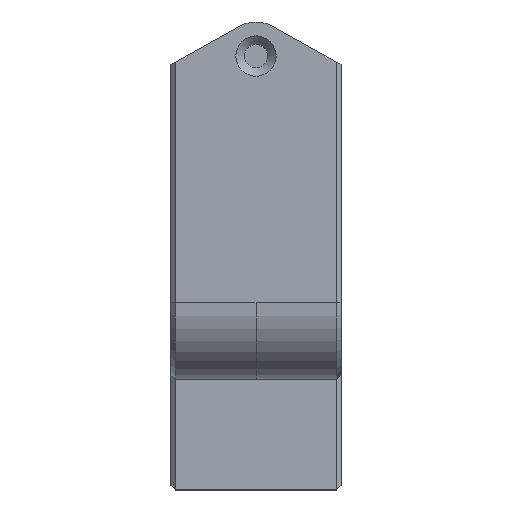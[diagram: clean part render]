
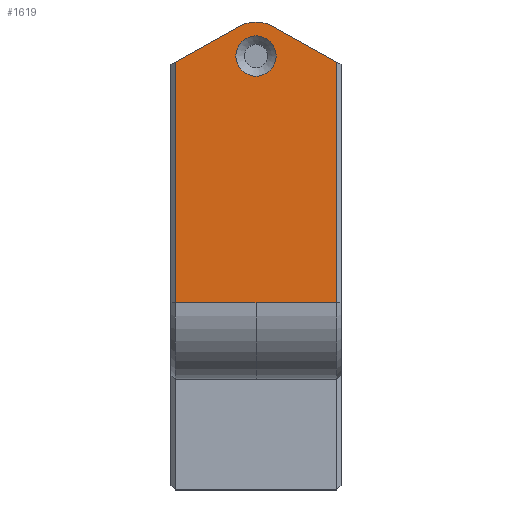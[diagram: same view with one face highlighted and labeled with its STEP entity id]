
A CAD part, top view. The second image highlights one B-rep face of the part: STEP entity #1619.
In plain terms, the highlighted planar face has unit normal (0, 0, 1).
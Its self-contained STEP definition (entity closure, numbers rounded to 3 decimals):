
#72 = PLANE('',#73);
#73 = AXIS2_PLACEMENT_3D('',#74,#75,#76);
#74 = CARTESIAN_POINT('',(-1.949,58.993,18.));
#75 = DIRECTION('',(-0.487,0.873,0.));
#76 = DIRECTION('',(-0.873,-0.487,0.));
#100 = PLANE('',#101);
#101 = AXIS2_PLACEMENT_3D('',#102,#103,#104);
#102 = CARTESIAN_POINT('',(-9.75,26.5,17.75));
#103 = DIRECTION('',(-0.707,0.,0.707));
#104 = DIRECTION('',(-0.,-1.,-0.));
#613 = VERTEX_POINT('',#614);
#614 = CARTESIAN_POINT('',(-9.5,54.779,18.));
#635 = EDGE_CURVE('',#636,#613,#638,.T.);
#636 = VERTEX_POINT('',#637);
#637 = CARTESIAN_POINT('',(-1.949,58.993,18.));
#638 = SURFACE_CURVE('',#639,(#643,#650),.PCURVE_S1.);
#639 = LINE('',#640,#641);
#640 = CARTESIAN_POINT('',(-1.949,58.993,18.));
#641 = VECTOR('',#642,1.);
#642 = DIRECTION('',(-0.873,-0.487,0.));
#643 = PCURVE('',#72,#644);
#644 = DEFINITIONAL_REPRESENTATION('',(#645),#649);
#645 = LINE('',#646,#647);
#646 = CARTESIAN_POINT('',(0.,0.));
#647 = VECTOR('',#648,1.);
#648 = DIRECTION('',(1.,0.));
#649 = ( GEOMETRIC_REPRESENTATION_CONTEXT(2) 
PARAMETRIC_REPRESENTATION_CONTEXT() REPRESENTATION_CONTEXT('2D SPACE',''
  ) );
#650 = PCURVE('',#651,#656);
#651 = PLANE('',#652);
#652 = AXIS2_PLACEMENT_3D('',#653,#654,#655);
#653 = CARTESIAN_POINT('',(-10.,26.5,18.));
#654 = DIRECTION('',(0.,0.,-1.));
#655 = DIRECTION('',(-1.,0.,0.));
#656 = DEFINITIONAL_REPRESENTATION('',(#657),#661);
#657 = LINE('',#658,#659);
#658 = CARTESIAN_POINT('',(-8.051,32.493));
#659 = VECTOR('',#660,1.);
#660 = DIRECTION('',(0.873,-0.487));
#661 = ( GEOMETRIC_REPRESENTATION_CONTEXT(2) 
PARAMETRIC_REPRESENTATION_CONTEXT() REPRESENTATION_CONTEXT('2D SPACE',''
  ) );
#679 = CYLINDRICAL_SURFACE('',#680,4.);
#680 = AXIS2_PLACEMENT_3D('',#681,#682,#683);
#681 = CARTESIAN_POINT('',(0.,55.5,18.));
#682 = DIRECTION('',(0.,0.,1.));
#683 = DIRECTION('',(1.,0.,0.));
#770 = VERTEX_POINT('',#771);
#771 = CARTESIAN_POINT('',(-9.5,26.5,18.));
#792 = EDGE_CURVE('',#770,#613,#793,.T.);
#793 = SURFACE_CURVE('',#794,(#798,#805),.PCURVE_S1.);
#794 = LINE('',#795,#796);
#795 = CARTESIAN_POINT('',(-9.5,26.5,18.));
#796 = VECTOR('',#797,1.);
#797 = DIRECTION('',(0.,1.,0.));
#798 = PCURVE('',#100,#799);
#799 = DEFINITIONAL_REPRESENTATION('',(#800),#804);
#800 = LINE('',#801,#802);
#801 = CARTESIAN_POINT('',(-0.,0.354));
#802 = VECTOR('',#803,1.);
#803 = DIRECTION('',(-1.,0.));
#804 = ( GEOMETRIC_REPRESENTATION_CONTEXT(2) 
PARAMETRIC_REPRESENTATION_CONTEXT() REPRESENTATION_CONTEXT('2D SPACE',''
  ) );
#805 = PCURVE('',#651,#806);
#806 = DEFINITIONAL_REPRESENTATION('',(#807),#811);
#807 = LINE('',#808,#809);
#808 = CARTESIAN_POINT('',(-0.5,0.));
#809 = VECTOR('',#810,1.);
#810 = DIRECTION('',(0.,1.));
#811 = ( GEOMETRIC_REPRESENTATION_CONTEXT(2) 
PARAMETRIC_REPRESENTATION_CONTEXT() REPRESENTATION_CONTEXT('2D SPACE',''
  ) );
#906 = CYLINDRICAL_SURFACE('',#907,9.);
#907 = AXIS2_PLACEMENT_3D('',#908,#909,#910);
#908 = CARTESIAN_POINT('',(-10.,26.5,9.));
#909 = DIRECTION('',(1.,0.,0.));
#910 = DIRECTION('',(0.,0.,1.));
#1556 = PLANE('',#1557);
#1557 = AXIS2_PLACEMENT_3D('',#1558,#1559,#1560);
#1558 = CARTESIAN_POINT('',(10.,54.5,18.));
#1559 = DIRECTION('',(0.487,0.873,0.));
#1560 = DIRECTION('',(-0.873,0.487,0.));
#1619 = ADVANCED_FACE('',(#1620,#1752),#651,.F.);
#1620 = FACE_BOUND('',#1621,.F.);
#1621 = EDGE_LOOP('',(#1622,#1645,#1646,#1647,#1675,#1698,#1726));
#1622 = ORIENTED_EDGE('',*,*,#1623,.F.);
#1623 = EDGE_CURVE('',#770,#1624,#1626,.T.);
#1624 = VERTEX_POINT('',#1625);
#1625 = CARTESIAN_POINT('',(0.,26.5,18.));
#1626 = SURFACE_CURVE('',#1627,(#1631,#1638),.PCURVE_S1.);
#1627 = LINE('',#1628,#1629);
#1628 = CARTESIAN_POINT('',(-10.,26.5,18.));
#1629 = VECTOR('',#1630,1.);
#1630 = DIRECTION('',(1.,0.,0.));
#1631 = PCURVE('',#651,#1632);
#1632 = DEFINITIONAL_REPRESENTATION('',(#1633),#1637);
#1633 = LINE('',#1634,#1635);
#1634 = CARTESIAN_POINT('',(0.,0.));
#1635 = VECTOR('',#1636,1.);
#1636 = DIRECTION('',(-1.,0.));
#1637 = ( GEOMETRIC_REPRESENTATION_CONTEXT(2) 
PARAMETRIC_REPRESENTATION_CONTEXT() REPRESENTATION_CONTEXT('2D SPACE',''
  ) );
#1638 = PCURVE('',#906,#1639);
#1639 = DEFINITIONAL_REPRESENTATION('',(#1640),#1644);
#1640 = LINE('',#1641,#1642);
#1641 = CARTESIAN_POINT('',(0.,0.));
#1642 = VECTOR('',#1643,1.);
#1643 = DIRECTION('',(0.,1.));
#1644 = ( GEOMETRIC_REPRESENTATION_CONTEXT(2) 
PARAMETRIC_REPRESENTATION_CONTEXT() REPRESENTATION_CONTEXT('2D SPACE',''
  ) );
#1645 = ORIENTED_EDGE('',*,*,#792,.T.);
#1646 = ORIENTED_EDGE('',*,*,#635,.F.);
#1647 = ORIENTED_EDGE('',*,*,#1648,.F.);
#1648 = EDGE_CURVE('',#1649,#636,#1651,.T.);
#1649 = VERTEX_POINT('',#1650);
#1650 = CARTESIAN_POINT('',(1.949,58.993,18.));
#1651 = SURFACE_CURVE('',#1652,(#1657,#1668),.PCURVE_S1.);
#1652 = CIRCLE('',#1653,4.);
#1653 = AXIS2_PLACEMENT_3D('',#1654,#1655,#1656);
#1654 = CARTESIAN_POINT('',(0.,55.5,18.));
#1655 = DIRECTION('',(0.,0.,1.));
#1656 = DIRECTION('',(1.,0.,0.));
#1657 = PCURVE('',#651,#1658);
#1658 = DEFINITIONAL_REPRESENTATION('',(#1659),#1667);
#1659 = ( BOUNDED_CURVE() B_SPLINE_CURVE(2,(#1660,#1661,#1662,#1663,
#1664,#1665,#1666),.UNSPECIFIED.,.T.,.F.) B_SPLINE_CURVE_WITH_KNOTS((1,2
    ,2,2,2,1),(-2.094,0.,2.094,4.189,
6.283,8.378),.UNSPECIFIED.) CURVE() 
GEOMETRIC_REPRESENTATION_ITEM() RATIONAL_B_SPLINE_CURVE((1.,0.5,1.,0.5,
1.,0.5,1.)) REPRESENTATION_ITEM('') );
#1660 = CARTESIAN_POINT('',(-14.,29.));
#1661 = CARTESIAN_POINT('',(-14.,35.928));
#1662 = CARTESIAN_POINT('',(-8.,32.464));
#1663 = CARTESIAN_POINT('',(-2.,29.));
#1664 = CARTESIAN_POINT('',(-8.,25.536));
#1665 = CARTESIAN_POINT('',(-14.,22.072));
#1666 = CARTESIAN_POINT('',(-14.,29.));
#1667 = ( GEOMETRIC_REPRESENTATION_CONTEXT(2) 
PARAMETRIC_REPRESENTATION_CONTEXT() REPRESENTATION_CONTEXT('2D SPACE',''
  ) );
#1668 = PCURVE('',#679,#1669);
#1669 = DEFINITIONAL_REPRESENTATION('',(#1670),#1674);
#1670 = LINE('',#1671,#1672);
#1671 = CARTESIAN_POINT('',(0.,0.));
#1672 = VECTOR('',#1673,1.);
#1673 = DIRECTION('',(1.,0.));
#1674 = ( GEOMETRIC_REPRESENTATION_CONTEXT(2) 
PARAMETRIC_REPRESENTATION_CONTEXT() REPRESENTATION_CONTEXT('2D SPACE',''
  ) );
#1675 = ORIENTED_EDGE('',*,*,#1676,.F.);
#1676 = EDGE_CURVE('',#1677,#1649,#1679,.T.);
#1677 = VERTEX_POINT('',#1678);
#1678 = CARTESIAN_POINT('',(9.5,54.779,18.));
#1679 = SURFACE_CURVE('',#1680,(#1684,#1691),.PCURVE_S1.);
#1680 = LINE('',#1681,#1682);
#1681 = CARTESIAN_POINT('',(10.,54.5,18.));
#1682 = VECTOR('',#1683,1.);
#1683 = DIRECTION('',(-0.873,0.487,0.));
#1684 = PCURVE('',#651,#1685);
#1685 = DEFINITIONAL_REPRESENTATION('',(#1686),#1690);
#1686 = LINE('',#1687,#1688);
#1687 = CARTESIAN_POINT('',(-20.,28.));
#1688 = VECTOR('',#1689,1.);
#1689 = DIRECTION('',(0.873,0.487));
#1690 = ( GEOMETRIC_REPRESENTATION_CONTEXT(2) 
PARAMETRIC_REPRESENTATION_CONTEXT() REPRESENTATION_CONTEXT('2D SPACE',''
  ) );
#1691 = PCURVE('',#1556,#1692);
#1692 = DEFINITIONAL_REPRESENTATION('',(#1693),#1697);
#1693 = LINE('',#1694,#1695);
#1694 = CARTESIAN_POINT('',(0.,0.));
#1695 = VECTOR('',#1696,1.);
#1696 = DIRECTION('',(1.,0.));
#1697 = ( GEOMETRIC_REPRESENTATION_CONTEXT(2) 
PARAMETRIC_REPRESENTATION_CONTEXT() REPRESENTATION_CONTEXT('2D SPACE',''
  ) );
#1698 = ORIENTED_EDGE('',*,*,#1699,.F.);
#1699 = EDGE_CURVE('',#1700,#1677,#1702,.T.);
#1700 = VERTEX_POINT('',#1701);
#1701 = CARTESIAN_POINT('',(9.5,26.5,18.));
#1702 = SURFACE_CURVE('',#1703,(#1707,#1714),.PCURVE_S1.);
#1703 = LINE('',#1704,#1705);
#1704 = CARTESIAN_POINT('',(9.5,26.5,18.));
#1705 = VECTOR('',#1706,1.);
#1706 = DIRECTION('',(0.,1.,0.));
#1707 = PCURVE('',#651,#1708);
#1708 = DEFINITIONAL_REPRESENTATION('',(#1709),#1713);
#1709 = LINE('',#1710,#1711);
#1710 = CARTESIAN_POINT('',(-19.5,0.));
#1711 = VECTOR('',#1712,1.);
#1712 = DIRECTION('',(0.,1.));
#1713 = ( GEOMETRIC_REPRESENTATION_CONTEXT(2) 
PARAMETRIC_REPRESENTATION_CONTEXT() REPRESENTATION_CONTEXT('2D SPACE',''
  ) );
#1714 = PCURVE('',#1715,#1720);
#1715 = PLANE('',#1716);
#1716 = AXIS2_PLACEMENT_3D('',#1717,#1718,#1719);
#1717 = CARTESIAN_POINT('',(9.75,26.5,17.75));
#1718 = DIRECTION('',(-0.707,0.,-0.707));
#1719 = DIRECTION('',(0.,1.,0.));
#1720 = DEFINITIONAL_REPRESENTATION('',(#1721),#1725);
#1721 = LINE('',#1722,#1723);
#1722 = CARTESIAN_POINT('',(0.,-0.354));
#1723 = VECTOR('',#1724,1.);
#1724 = DIRECTION('',(1.,0.));
#1725 = ( GEOMETRIC_REPRESENTATION_CONTEXT(2) 
PARAMETRIC_REPRESENTATION_CONTEXT() REPRESENTATION_CONTEXT('2D SPACE',''
  ) );
#1726 = ORIENTED_EDGE('',*,*,#1727,.T.);
#1727 = EDGE_CURVE('',#1700,#1624,#1728,.T.);
#1728 = SURFACE_CURVE('',#1729,(#1733,#1740),.PCURVE_S1.);
#1729 = LINE('',#1730,#1731);
#1730 = CARTESIAN_POINT('',(10.,26.5,18.));
#1731 = VECTOR('',#1732,1.);
#1732 = DIRECTION('',(-1.,-0.,-0.));
#1733 = PCURVE('',#651,#1734);
#1734 = DEFINITIONAL_REPRESENTATION('',(#1735),#1739);
#1735 = LINE('',#1736,#1737);
#1736 = CARTESIAN_POINT('',(-20.,0.));
#1737 = VECTOR('',#1738,1.);
#1738 = DIRECTION('',(1.,0.));
#1739 = ( GEOMETRIC_REPRESENTATION_CONTEXT(2) 
PARAMETRIC_REPRESENTATION_CONTEXT() REPRESENTATION_CONTEXT('2D SPACE',''
  ) );
#1740 = PCURVE('',#1741,#1746);
#1741 = CYLINDRICAL_SURFACE('',#1742,9.);
#1742 = AXIS2_PLACEMENT_3D('',#1743,#1744,#1745);
#1743 = CARTESIAN_POINT('',(10.,26.5,9.));
#1744 = DIRECTION('',(-1.,-0.,-0.));
#1745 = DIRECTION('',(0.,0.,1.));
#1746 = DEFINITIONAL_REPRESENTATION('',(#1747),#1751);
#1747 = LINE('',#1748,#1749);
#1748 = CARTESIAN_POINT('',(-0.,0.));
#1749 = VECTOR('',#1750,1.);
#1750 = DIRECTION('',(-0.,1.));
#1751 = ( GEOMETRIC_REPRESENTATION_CONTEXT(2) 
PARAMETRIC_REPRESENTATION_CONTEXT() REPRESENTATION_CONTEXT('2D SPACE',''
  ) );
#1752 = FACE_BOUND('',#1753,.F.);
#1753 = EDGE_LOOP('',(#1754));
#1754 = ORIENTED_EDGE('',*,*,#1755,.T.);
#1755 = EDGE_CURVE('',#1756,#1756,#1758,.T.);
#1756 = VERTEX_POINT('',#1757);
#1757 = CARTESIAN_POINT('',(2.375,55.5,18.));
#1758 = SURFACE_CURVE('',#1759,(#1764,#1775),.PCURVE_S1.);
#1759 = CIRCLE('',#1760,2.375);
#1760 = AXIS2_PLACEMENT_3D('',#1761,#1762,#1763);
#1761 = CARTESIAN_POINT('',(0.,55.5,18.));
#1762 = DIRECTION('',(0.,0.,1.));
#1763 = DIRECTION('',(1.,0.,0.));
#1764 = PCURVE('',#651,#1765);
#1765 = DEFINITIONAL_REPRESENTATION('',(#1766),#1774);
#1766 = ( BOUNDED_CURVE() B_SPLINE_CURVE(2,(#1767,#1768,#1769,#1770,
#1771,#1772,#1773),.UNSPECIFIED.,.T.,.F.) B_SPLINE_CURVE_WITH_KNOTS((1,2
    ,2,2,2,1),(-2.094,0.,2.094,4.189,
6.283,8.378),.UNSPECIFIED.) CURVE() 
GEOMETRIC_REPRESENTATION_ITEM() RATIONAL_B_SPLINE_CURVE((1.,0.5,1.,0.5,
1.,0.5,1.)) REPRESENTATION_ITEM('') );
#1767 = CARTESIAN_POINT('',(-12.375,29.));
#1768 = CARTESIAN_POINT('',(-12.375,33.114));
#1769 = CARTESIAN_POINT('',(-8.813,31.057));
#1770 = CARTESIAN_POINT('',(-5.25,29.));
#1771 = CARTESIAN_POINT('',(-8.813,26.943));
#1772 = CARTESIAN_POINT('',(-12.375,24.886));
#1773 = CARTESIAN_POINT('',(-12.375,29.));
#1774 = ( GEOMETRIC_REPRESENTATION_CONTEXT(2) 
PARAMETRIC_REPRESENTATION_CONTEXT() REPRESENTATION_CONTEXT('2D SPACE',''
  ) );
#1775 = PCURVE('',#1776,#1781);
#1776 = CONICAL_SURFACE('',#1777,1.375,0.785);
#1777 = AXIS2_PLACEMENT_3D('',#1778,#1779,#1780);
#1778 = CARTESIAN_POINT('',(0.,55.5,17.));
#1779 = DIRECTION('',(0.,0.,1.));
#1780 = DIRECTION('',(1.,0.,0.));
#1781 = DEFINITIONAL_REPRESENTATION('',(#1782),#1786);
#1782 = LINE('',#1783,#1784);
#1783 = CARTESIAN_POINT('',(-0.,1.));
#1784 = VECTOR('',#1785,1.);
#1785 = DIRECTION('',(1.,-0.));
#1786 = ( GEOMETRIC_REPRESENTATION_CONTEXT(2) 
PARAMETRIC_REPRESENTATION_CONTEXT() REPRESENTATION_CONTEXT('2D SPACE',''
  ) );
